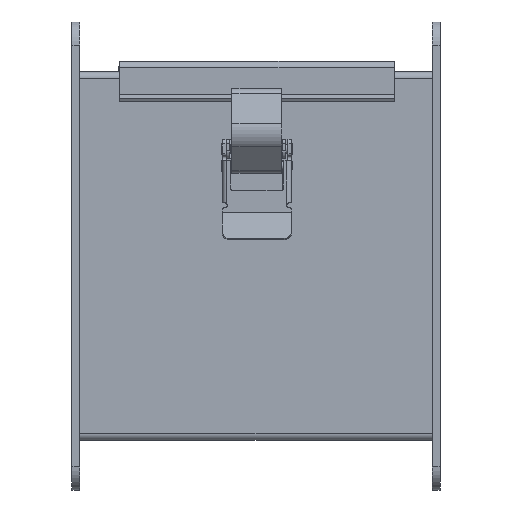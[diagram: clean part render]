
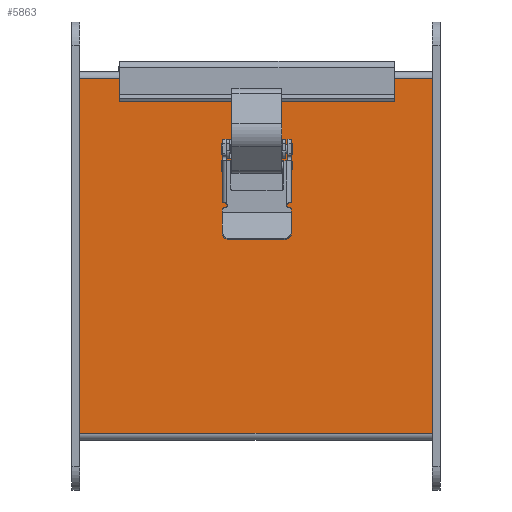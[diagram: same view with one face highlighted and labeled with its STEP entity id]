
A CAD part, front view. The second image highlights one B-rep face of the part: STEP entity #5863.
In plain terms, the highlighted planar face has unit normal (0, -1, 0).
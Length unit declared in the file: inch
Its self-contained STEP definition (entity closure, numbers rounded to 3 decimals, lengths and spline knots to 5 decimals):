
#4 = CARTESIAN_POINT ( 'NONE',  ( 2.875, -3., 5.892 ) ) ;
#63 = VECTOR ( 'NONE', #6058, 39.37008 ) ;
#116 = ORIENTED_EDGE ( 'NONE', *, *, #1361, .T. ) ;
#367 = CARTESIAN_POINT ( 'NONE',  ( 2.875, -3., 6. ) ) ;
#678 = LINE ( 'NONE', #5616, #5455 ) ;
#801 = DIRECTION ( 'NONE',  ( 0., 0., -1. ) ) ;
#1285 = CARTESIAN_POINT ( 'NONE',  ( -2.875, -3., 0.108 ) ) ;
#1361 = EDGE_CURVE ( 'NONE', #6939, #3329, #1813, .T. ) ;
#1608 = CARTESIAN_POINT ( 'NONE',  ( -2.875, -3., 5.892 ) ) ;
#1813 = LINE ( 'NONE', #4679, #4974 ) ;
#2162 = VECTOR ( 'NONE', #4804, 39.37008 ) ;
#2584 = LINE ( 'NONE', #367, #63 ) ;
#2836 = CARTESIAN_POINT ( 'NONE',  ( -2.875, -3., 6. ) ) ;
#2986 = CARTESIAN_POINT ( 'NONE',  ( 2.875, -3., 0.108 ) ) ;
#3246 = ORIENTED_EDGE ( 'NONE', *, *, #4478, .T. ) ;
#3329 = VERTEX_POINT ( 'NONE', #2986 ) ;
#3544 = AXIS2_PLACEMENT_3D ( 'NONE', #2836, #8631, #801 ) ;
#4184 = ORIENTED_EDGE ( 'NONE', *, *, #4255, .T. ) ;
#4255 = EDGE_CURVE ( 'NONE', #4624, #9241, #678, .T. ) ;
#4478 = EDGE_CURVE ( 'NONE', #9241, #6939, #5558, .T. ) ;
#4624 = VERTEX_POINT ( 'NONE', #4 ) ;
#4679 = CARTESIAN_POINT ( 'NONE',  ( -2.875, -3., 0.108 ) ) ;
#4804 = DIRECTION ( 'NONE',  ( 0., 0., -1. ) ) ;
#4836 = EDGE_LOOP ( 'NONE', ( #3246, #116, #8522, #4184 ) ) ;
#4974 = VECTOR ( 'NONE', #7564, 39.37008 ) ;
#5083 = PLANE ( 'NONE',  #3544 ) ;
#5455 = VECTOR ( 'NONE', #5797, 39.37008 ) ;
#5558 = LINE ( 'NONE', #6781, #2162 ) ;
#5616 = CARTESIAN_POINT ( 'NONE',  ( -2.875, -3., 5.892 ) ) ;
#5741 = FACE_OUTER_BOUND ( 'NONE', #4836, .T. ) ;
#5797 = DIRECTION ( 'NONE',  ( -1., 0., 0. ) ) ;
#5863 = ADVANCED_FACE ( 'NONE', ( #5741 ), #5083, .T. ) ;
#6058 = DIRECTION ( 'NONE',  ( 0., 0., 1. ) ) ;
#6781 = CARTESIAN_POINT ( 'NONE',  ( -2.875, -3., 6. ) ) ;
#6939 = VERTEX_POINT ( 'NONE', #1285 ) ;
#7564 = DIRECTION ( 'NONE',  ( 1., 0., 0. ) ) ;
#7955 = EDGE_CURVE ( 'NONE', #3329, #4624, #2584, .T. ) ;
#8522 = ORIENTED_EDGE ( 'NONE', *, *, #7955, .T. ) ;
#8631 = DIRECTION ( 'NONE',  ( 0., -1., 0. ) ) ;
#9241 = VERTEX_POINT ( 'NONE', #1608 ) ;
